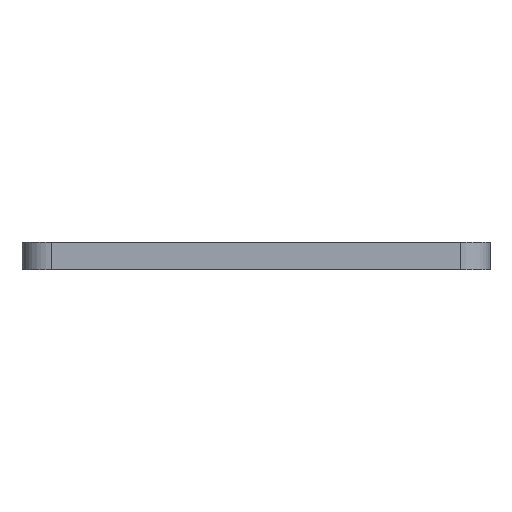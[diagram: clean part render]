
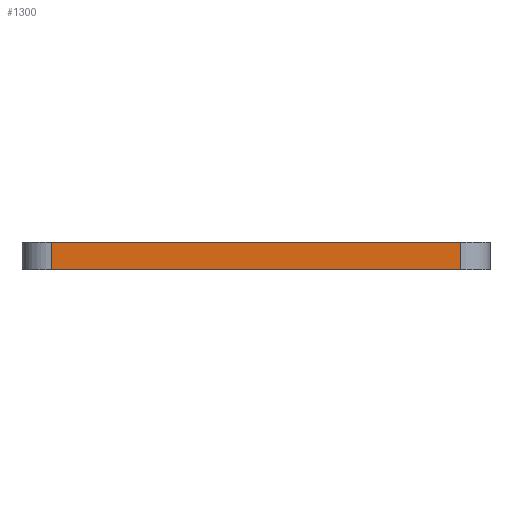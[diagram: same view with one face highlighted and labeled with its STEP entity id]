
A CAD part, front view. The second image highlights one B-rep face of the part: STEP entity #1300.
In plain terms, the highlighted planar face has unit normal (0, -1, 0).
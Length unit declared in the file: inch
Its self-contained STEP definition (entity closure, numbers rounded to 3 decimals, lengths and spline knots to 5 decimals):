
#294=FACE_OUTER_BOUND('',#354,.T.);
#354=EDGE_LOOP('',(#1105,#1106,#1107,#1108));
#510=LINE('',#2208,#588);
#511=LINE('',#2211,#589);
#512=LINE('',#2213,#590);
#513=LINE('',#2214,#591);
#588=VECTOR('',#1854,0.3937);
#589=VECTOR('',#1857,0.3937);
#590=VECTOR('',#1858,0.3937);
#591=VECTOR('',#1859,0.3937);
#705=VERTEX_POINT('',#2204);
#706=VERTEX_POINT('',#2206);
#707=VERTEX_POINT('',#2210);
#708=VERTEX_POINT('',#2212);
#876=EDGE_CURVE('',#705,#706,#510,.T.);
#877=EDGE_CURVE('',#707,#705,#511,.T.);
#878=EDGE_CURVE('',#708,#706,#512,.T.);
#879=EDGE_CURVE('',#707,#708,#513,.T.);
#1105=ORIENTED_EDGE('',*,*,#877,.T.);
#1106=ORIENTED_EDGE('',*,*,#876,.T.);
#1107=ORIENTED_EDGE('',*,*,#878,.F.);
#1108=ORIENTED_EDGE('',*,*,#879,.F.);
#1241=PLANE('',#1476);
#1300=ADVANCED_FACE('',(#294),#1241,.T.);
#1476=AXIS2_PLACEMENT_3D('',#2209,#1855,#1856);
#1854=DIRECTION('',(0.,0.,1.));
#1855=DIRECTION('center_axis',(0.,-1.,0.));
#1856=DIRECTION('ref_axis',(1.,0.,0.));
#1857=DIRECTION('',(1.,0.,0.));
#1858=DIRECTION('',(1.,0.,0.));
#1859=DIRECTION('',(0.,0.,1.));
#2204=CARTESIAN_POINT('',(1.75,0.,0.));
#2206=CARTESIAN_POINT('',(1.75,0.,0.11811));
#2208=CARTESIAN_POINT('',(1.75,0.,0.));
#2209=CARTESIAN_POINT('Origin',(0.,0.,0.));
#2210=CARTESIAN_POINT('',(0.,0.,0.));
#2211=CARTESIAN_POINT('',(0.,0.,0.));
#2212=CARTESIAN_POINT('',(0.,0.,0.11811));
#2213=CARTESIAN_POINT('',(0.,0.,0.11811));
#2214=CARTESIAN_POINT('',(0.,0.,0.));
